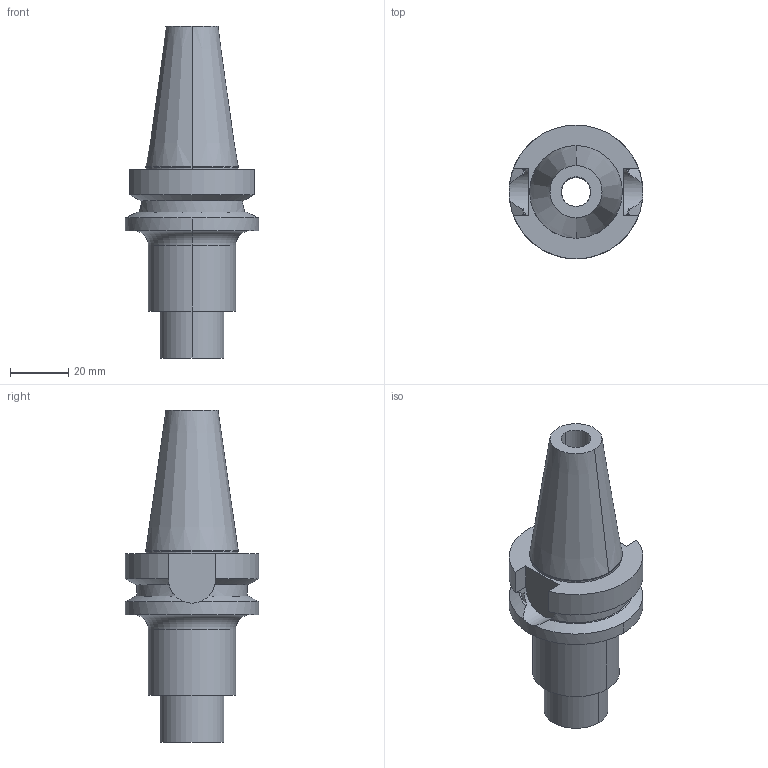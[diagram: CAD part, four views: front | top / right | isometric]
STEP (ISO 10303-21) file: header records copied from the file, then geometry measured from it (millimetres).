
FILE_DESCRIPTION((''),'2;1');
FILE_NAME('84525002','2018-08-23T10:34:12',('piechottad'),(''),'CREO PARAMETRIC BY PTC INC, 2017380','CREO PARAMETRIC BY PTC INC, 2017380','');
FILE_SCHEMA(('AUTOMOTIVE_DESIGN { 1 0 10303 214 1 1 1 1 }'));
Length unit declared in the file: millimetre
Products named in the file (1): 84525002
Bounding box: 46 x 46 x 114.14 mm (x, y, z)
Volume: 70068.2 mm3; surface area: 17400.6 mm2
Topology: 1 solids, 1 shells, 48 faces, 116 edges, 76 vertices
Faces by surface type: plane 18, cylinder 18, cone 10, torus 2
Entity records: 2372 total; most frequent: CARTESIAN_POINT 367, DIRECTION 290, ORIENTED_EDGE 232, PRESENTATION_STYLE_ASSIGNMENT 143, STYLED_ITEM 143, CURVE_STYLE 142, AXIS2_PLACEMENT_3D 117, EDGE_CURVE 116
